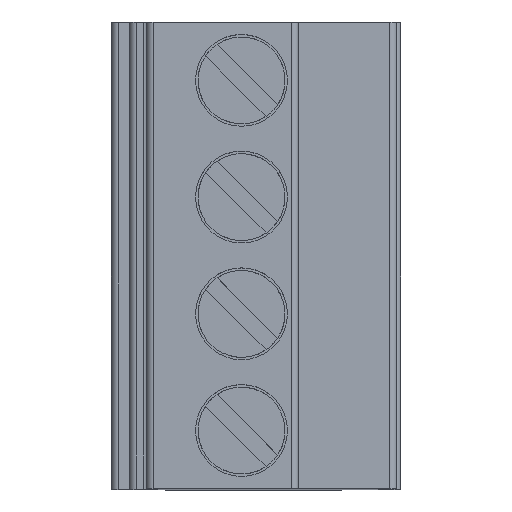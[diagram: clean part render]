
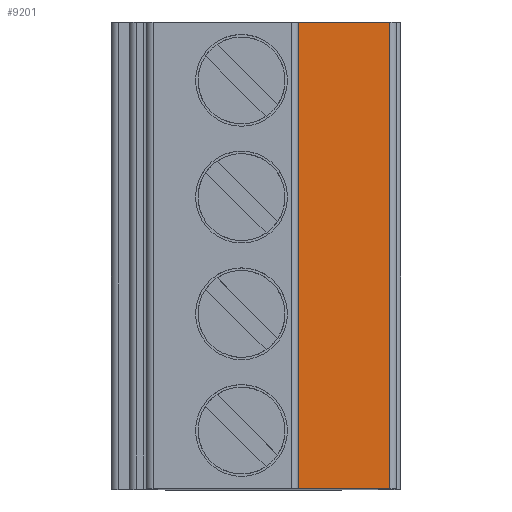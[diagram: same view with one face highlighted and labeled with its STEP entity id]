
A CAD part, top view. The second image highlights one B-rep face of the part: STEP entity #9201.
In plain terms, the highlighted face is planar.
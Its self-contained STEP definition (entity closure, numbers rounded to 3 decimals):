
#630=FACE_OUTER_BOUND('',#1170,.T.);
#1170=EDGE_LOOP('',(#7388,#7389,#7390,#7391));
#1937=LINE('',#14405,#2888);
#1956=LINE('',#14464,#2907);
#2077=LINE('',#14798,#3028);
#2107=LINE('',#14885,#3058);
#2888=VECTOR('',#11843,1.);
#2907=VECTOR('',#11892,1.);
#3028=VECTOR('',#12177,1.);
#3058=VECTOR('',#12263,1.);
#3887=VERTEX_POINT('',#14402);
#3888=VERTEX_POINT('',#14404);
#3913=VERTEX_POINT('',#14463);
#4021=VERTEX_POINT('',#14797);
#4977=EDGE_CURVE('',#3887,#3888,#1937,.T.);
#5006=EDGE_CURVE('',#3913,#3887,#1956,.T.);
#5162=EDGE_CURVE('',#3888,#4021,#2077,.T.);
#5205=EDGE_CURVE('',#4021,#3913,#2107,.T.);
#7388=ORIENTED_EDGE('',*,*,#5006,.F.);
#7389=ORIENTED_EDGE('',*,*,#5205,.F.);
#7390=ORIENTED_EDGE('',*,*,#5162,.F.);
#7391=ORIENTED_EDGE('',*,*,#4977,.F.);
#8204=PLANE('',#9971);
#9201=ADVANCED_FACE('',(#630),#8204,.T.);
#9971=AXIS2_PLACEMENT_3D('',#14884,#12261,#12262);
#11843=DIRECTION('',(-1.,0.,0.));
#11892=DIRECTION('',(0.,0.,1.));
#12177=DIRECTION('',(0.,0.,-1.));
#12261=DIRECTION('center_axis',(0.,1.,0.));
#12262=DIRECTION('ref_axis',(-1.,0.,0.));
#12263=DIRECTION('',(1.,0.,0.));
#14402=CARTESIAN_POINT('',(16.755,98.563,-2.38));
#14404=CARTESIAN_POINT('',(12.775,98.563,-2.38));
#14405=CARTESIAN_POINT('',(63.401,98.563,-2.38));
#14463=CARTESIAN_POINT('',(16.755,98.563,-22.7));
#14464=CARTESIAN_POINT('',(16.755,98.563,-20.16));
#14797=CARTESIAN_POINT('',(12.775,98.563,-22.7));
#14798=CARTESIAN_POINT('',(12.775,98.563,-20.16));
#14884=CARTESIAN_POINT('Origin',(16.675,98.563,-15.08));
#14885=CARTESIAN_POINT('',(63.401,98.563,-22.7));
